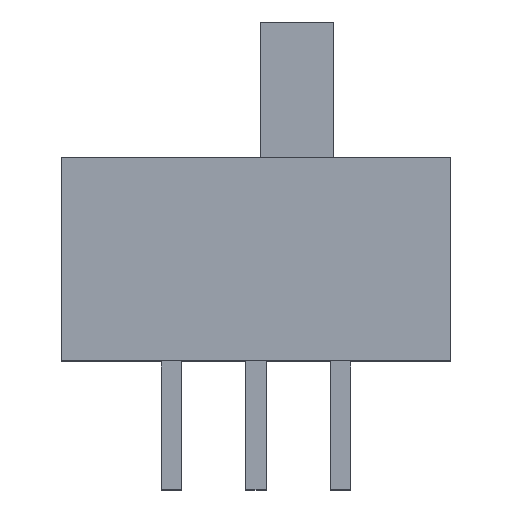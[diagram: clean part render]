
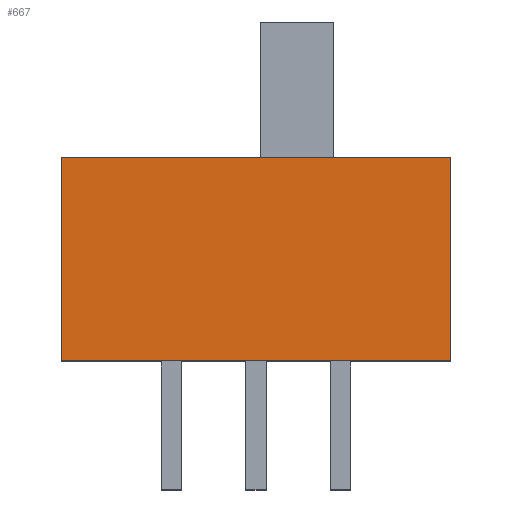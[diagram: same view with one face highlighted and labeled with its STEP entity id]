
A CAD part, top view. The second image highlights one B-rep face of the part: STEP entity #667.
In plain terms, the highlighted planar face has unit normal (0, 0, 1).
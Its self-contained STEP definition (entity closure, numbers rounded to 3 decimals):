
#33=FACE_OUTER_BOUND('',#75,.T.);
#75=EDGE_LOOP('',(#477,#478,#479,#480));
#121=LINE('',#965,#211);
#124=LINE('',#971,#214);
#127=LINE('',#977,#217);
#130=LINE('',#981,#220);
#211=VECTOR('',#786,10.);
#214=VECTOR('',#791,10.);
#217=VECTOR('',#796,10.);
#220=VECTOR('',#801,10.);
#297=VERTEX_POINT('',#962);
#298=VERTEX_POINT('',#964);
#300=VERTEX_POINT('',#970);
#302=VERTEX_POINT('',#976);
#361=EDGE_CURVE('',#298,#297,#121,.T.);
#364=EDGE_CURVE('',#300,#298,#124,.T.);
#367=EDGE_CURVE('',#302,#300,#127,.T.);
#370=EDGE_CURVE('',#297,#302,#130,.T.);
#477=ORIENTED_EDGE('',*,*,#370,.T.);
#478=ORIENTED_EDGE('',*,*,#367,.T.);
#479=ORIENTED_EDGE('',*,*,#364,.T.);
#480=ORIENTED_EDGE('',*,*,#361,.T.);
#626=PLANE('',#726);
#667=ADVANCED_FACE('',(#33),#626,.T.);
#726=AXIS2_PLACEMENT_3D('',#982,#802,#803);
#786=DIRECTION('',(0.,-1.,0.));
#791=DIRECTION('',(-1.,0.,0.));
#796=DIRECTION('',(0.,1.,0.));
#801=DIRECTION('',(1.,0.,0.));
#802=DIRECTION('center_axis',(0.,0.,1.));
#803=DIRECTION('ref_axis',(1.,0.,0.));
#962=CARTESIAN_POINT('',(55.,14.,4.));
#964=CARTESIAN_POINT('',(55.,20.,4.));
#965=CARTESIAN_POINT('',(55.,14.,4.));
#970=CARTESIAN_POINT('',(66.5,20.,4.));
#971=CARTESIAN_POINT('',(55.,20.,4.));
#976=CARTESIAN_POINT('',(66.5,14.,4.));
#977=CARTESIAN_POINT('',(66.5,20.,4.));
#981=CARTESIAN_POINT('',(55.,14.,4.));
#982=CARTESIAN_POINT('Origin',(60.75,17.,4.));
